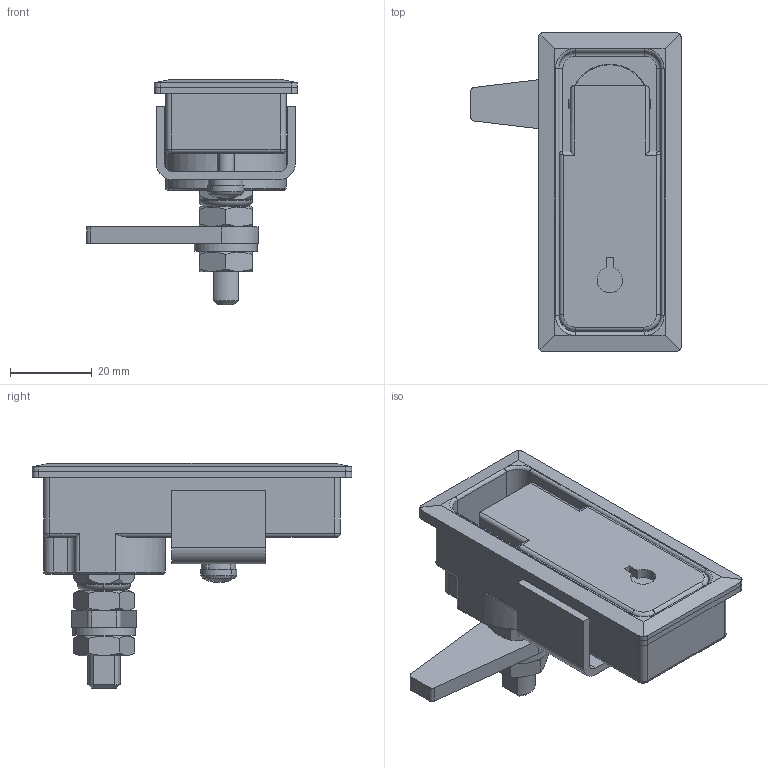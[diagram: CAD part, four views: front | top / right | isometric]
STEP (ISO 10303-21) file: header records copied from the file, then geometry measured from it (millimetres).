
FILE_DESCRIPTION (( 'STEP AP203' ), '1' );
FILE_NAME ('A-1205-3-1.STEP', '2019-11-06T06:39:04', ( '' ), ( '' ), 'SwSTEP 2.0', 'SolidWorks 2014', '' );
FILE_SCHEMA (( 'CONFIG_CONTROL_DESIGN' ));
Length unit declared in the file: millimetre
Products named in the file (17): A-1205-3-1_止め金_; A-1205-3-1; A-1205-3-1_作動金具_; A-1205-3-1_取付金具_; A-1205-3-1_平ワッシャー_; A-1205-3-1_ばね座金_; A-1205-3-1_ピン_; A-1205-3-1_ストッパー_; A-1205-3-1_シャフト_; A-1205-3-1_U僫僢僩_; A-1205-3-1_僷僢僉儞A_; A-1205-3-1_十字穴付小ねじ_内径基準ver1.02__M5x12十字穴付なべ小ねじ(SUS)SWシングルセムス(P2); A-1205-3-1_ハンドル_; A-1205-3-1_僷僢僉儞B_; A-1205-3-1_僴儞僪儖Assy_; A-1205-3-1_六角ナット_; A-1205-3-1_本体_
Assembly tree (17 placements, depth 3):
  A-1205-3-1
    A-1205-3-1_本体_
    A-1205-3-1_僴儞僪儖Assy_
      A-1205-3-1_ピン_
      A-1205-3-1_ハンドル_
      A-1205-3-1_作動金具_
      A-1205-3-1_シャフト_
    A-1205-3-1_平ワッシャー_
    A-1205-3-1_僷僢僉儞A_
    A-1205-3-1_止め金_
    A-1205-3-1_ストッパー_
    A-1205-3-1_僷僢僉儞B_
    A-1205-3-1_取付金具_
    A-1205-3-1_U僫僢僩_
    A-1205-3-1_六角ナット_  x2
    A-1205-3-1_ばね座金_
    A-1205-3-1_十字穴付小ねじ_内径基準ver1.02__M5x12十字穴付なべ小ねじ(SUS)SWシングルセムス(P2)
Bounding box: 51.5 x 78 x 55.05 mm (x, y, z)
Volume: 38493 mm3; surface area: 32944.2 mm2
Topology: 16 solids, 16 shells, 568 faces, 1399 edges, 857 vertices
Faces by surface type: cylinder 226, plane 216, torus 56, cone 38, sphere 19, bspline 13
Entity records: 19678 total; most frequent: CARTESIAN_POINT 5003, DIRECTION 2802, ORIENTED_EDGE 2646, EDGE_CURVE 1323, AXIS2_PLACEMENT_3D 1068, VERTEX_POINT 817, LINE 666, VECTOR 666
